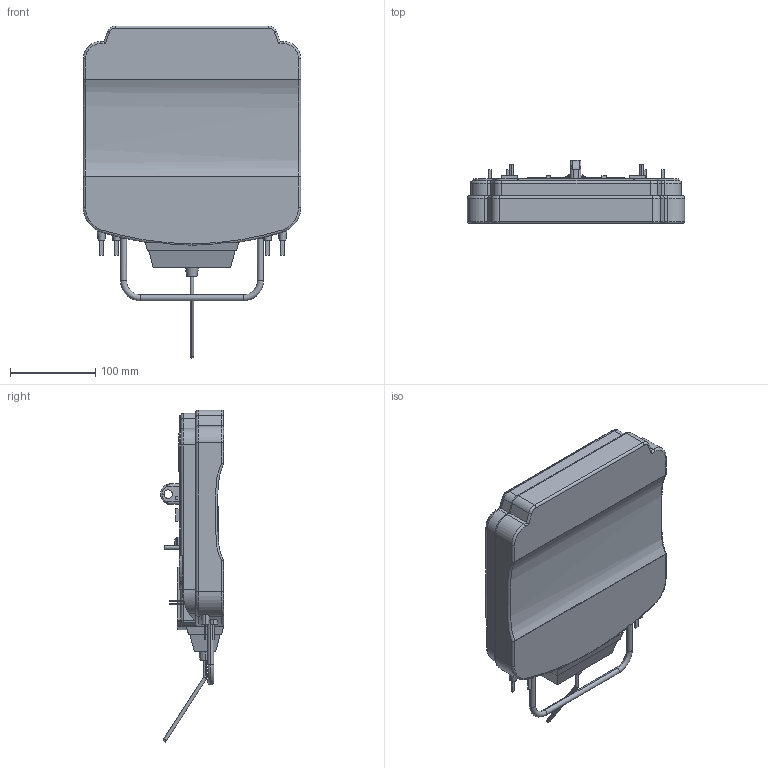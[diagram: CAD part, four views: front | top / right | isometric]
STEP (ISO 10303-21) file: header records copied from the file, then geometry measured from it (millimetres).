
FILE_DESCRIPTION (( 'STEP AP214' ), '1' );
FILE_NAME ('T14SG Transmitter.STEP', '2019-06-17T17:35:34', ( '' ), ( '' ), 'SwSTEP 2.0', 'SolidWorks 2016', '' );
FILE_SCHEMA (( 'AUTOMOTIVE_DESIGN' ));
Length unit declared in the file: millimetre
Products named in the file (1): T14SG Transmitter
Bounding box: 254.3 x 73.96 x 388.42 mm (x, y, z)
Volume: 3035960.6 mm3; surface area: 198553 mm2
Topology: 1 solids, 1 shells, 584 faces, 1412 edges, 890 vertices
Faces by surface type: plane 363, cylinder 150, torus 38, bspline 19, cone 12, sphere 2
Entity records: 19258 total; most frequent: CARTESIAN_POINT 5220, ORIENTED_EDGE 2804, DIRECTION 2735, EDGE_CURVE 1402, VECTOR 985, LINE 985, VERTEX_POINT 890, AXIS2_PLACEMENT_3D 875
